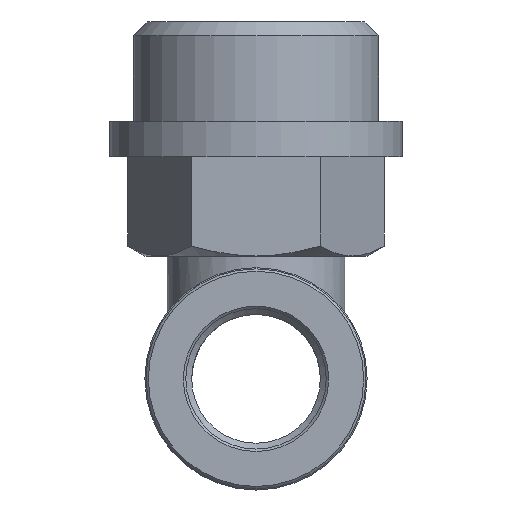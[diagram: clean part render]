
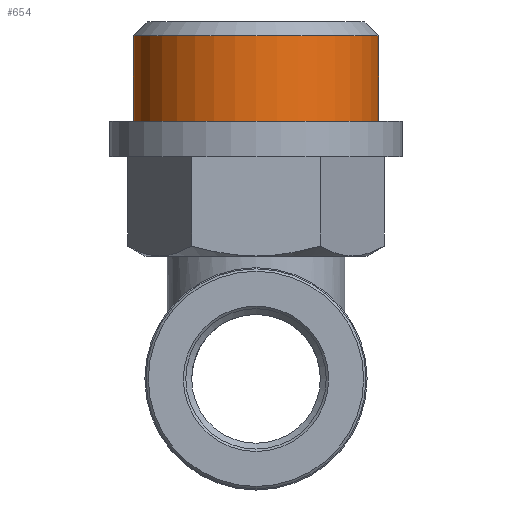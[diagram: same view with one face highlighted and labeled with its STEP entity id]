
A CAD part, left-side view. The second image highlights one B-rep face of the part: STEP entity #654.
In plain terms, the highlighted cylindrical face has radius 10.477 mm (diameter 20.955 mm), a full revolution.
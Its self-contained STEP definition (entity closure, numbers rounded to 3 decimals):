
#218=ORIENTED_EDGE('',*,*,#303,.F.);
#219=ORIENTED_EDGE('',*,*,#304,.T.);
#303=EDGE_CURVE('',#362,#362,#405,.T.);
#304=EDGE_CURVE('',#363,#363,#406,.T.);
#362=VERTEX_POINT('',#1182);
#363=VERTEX_POINT('',#1185);
#405=CIRCLE('',#759,10.478);
#406=CIRCLE('',#761,10.478);
#489=EDGE_LOOP('',(#218));
#490=EDGE_LOOP('',(#219));
#581=FACE_BOUND('',#489,.T.);
#582=FACE_BOUND('',#490,.T.);
#606=CYLINDRICAL_SURFACE('',#760,10.478);
#654=ADVANCED_FACE('',(#581,#582),#606,.T.);
#759=AXIS2_PLACEMENT_3D('',#1181,#956,#957);
#760=AXIS2_PLACEMENT_3D('',#1183,#958,#959);
#761=AXIS2_PLACEMENT_3D('',#1184,#960,#961);
#956=DIRECTION('',(0.,0.,1.));
#957=DIRECTION('',(1.,0.,0.));
#958=DIRECTION('',(0.,0.,1.));
#959=DIRECTION('',(1.,0.,0.));
#960=DIRECTION('',(0.,0.,1.));
#961=DIRECTION('',(1.,0.,0.));
#1181=CARTESIAN_POINT('',(0.,0.,7.338));
#1182=CARTESIAN_POINT('',(10.478,0.,7.338));
#1183=CARTESIAN_POINT('',(0.,0.,8.5));
#1184=CARTESIAN_POINT('',(0.,0.,0.));
#1185=CARTESIAN_POINT('',(10.478,0.,0.));
